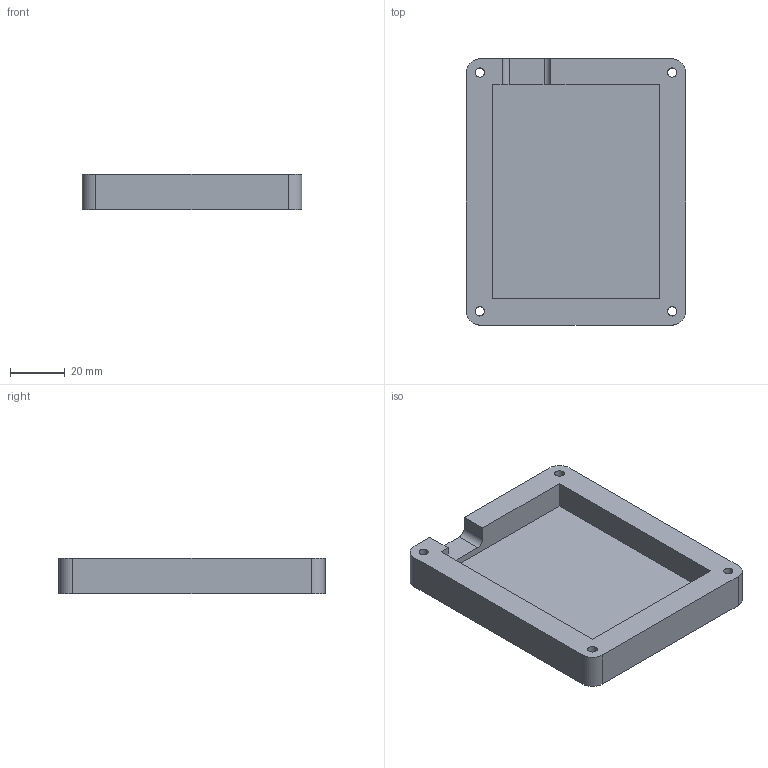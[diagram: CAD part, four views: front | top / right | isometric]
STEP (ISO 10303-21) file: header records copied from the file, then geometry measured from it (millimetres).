
FILE_DESCRIPTION(/* description */ (''),/* implementation_level */ '2;1');
FILE_NAME(/* name */ 'Bottom.step',/* time_stamp */ '2026-02-05T15:34:32+01:00',/* author */ (''),/* organization */ (''),/* preprocessor_version */ 'ST-DEVELOPER v20.1',/* originating_system */ 'Autodesk Translation Framework v14.24.0.0',/* authorisation */ '');
FILE_SCHEMA (('AUTOMOTIVE_DESIGN { 1 0 10303 214 3 1 1 }'));
Length unit declared in the file: millimetre
Products named in the file (1): 2026-02-01-12-42-04-727
Bounding box: 80 x 97 x 13 mm (x, y, z)
Volume: 51049.6 mm3; surface area: 23271 mm2
Topology: 1 solids, 1 shells, 278 faces, 762 edges, 508 vertices
Faces by surface type: plane 134, bspline 130, cylinder 14
Full cylindrical faces by diameter (mm): 3.4 x4, 6 x4
Entity records: 10003 total; most frequent: CARTESIAN_POINT 3759, ORIENTED_EDGE 1524, DIRECTION 828, EDGE_CURVE 762, VERTEX_POINT 508, LINE 474, VECTOR 474, EDGE_LOOP 308
